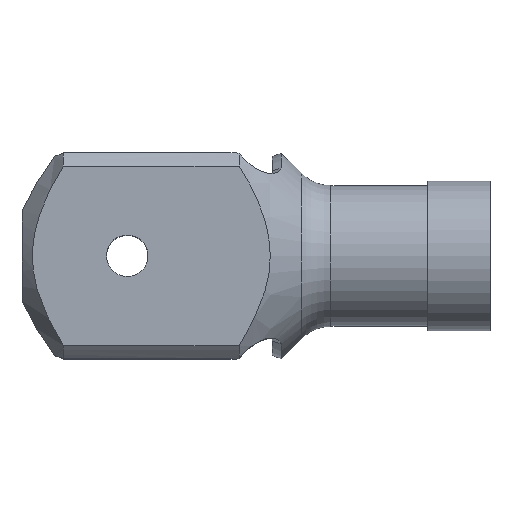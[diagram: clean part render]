
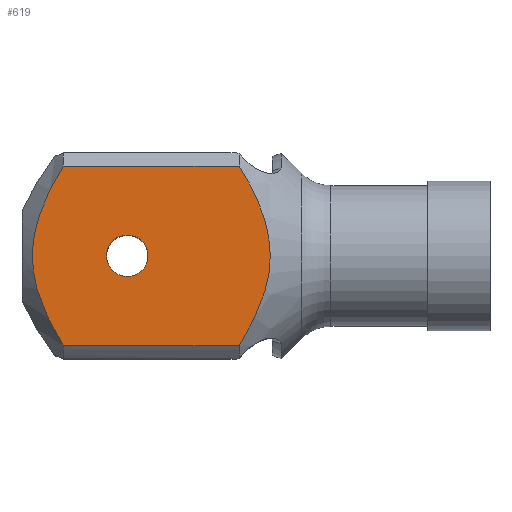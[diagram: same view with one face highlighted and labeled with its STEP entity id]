
A CAD part, top view. The second image highlights one B-rep face of the part: STEP entity #619.
In plain terms, the highlighted planar face has unit normal (0, 0, 1).
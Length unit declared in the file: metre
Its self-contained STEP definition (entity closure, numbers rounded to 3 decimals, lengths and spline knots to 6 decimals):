
#25=PLANE('',#691);
#60=CIRCLE('',#692,0.005);
#71=LINE('',#941,#91);
#74=LINE('',#957,#94);
#91=VECTOR('',#743,1.);
#94=VECTOR('',#752,1.);
#176=ORIENTED_EDGE('',*,*,#346,.T.);
#177=ORIENTED_EDGE('',*,*,#324,.T.);
#178=ORIENTED_EDGE('',*,*,#318,.T.);
#179=ORIENTED_EDGE('',*,*,#335,.F.);
#180=ORIENTED_EDGE('',*,*,#312,.T.);
#312=EDGE_CURVE('',#402,#401,#71,.T.);
#318=EDGE_CURVE('',#408,#407,#74,.F.);
#324=EDGE_CURVE('',#401,#408,#458,.T.);
#335=EDGE_CURVE('',#402,#407,#467,.T.);
#346=EDGE_CURVE('',#428,#428,#60,.F.);
#401=VERTEX_POINT('',#940);
#402=VERTEX_POINT('',#942);
#407=VERTEX_POINT('',#956);
#408=VERTEX_POINT('',#958);
#428=VERTEX_POINT('',#1169);
#458=B_SPLINE_CURVE_WITH_KNOTS('',3,(#994,#995,#996,#997,#998,#999,#1000,
#1001,#1002,#1003,#1004,#1005),.UNSPECIFIED.,.F.,.F.,(4,1,1,1,1,1,1,1,1,
4),(0.109487,0.115263,0.12104,0.123928,
0.126816,0.132592,0.138369,0.144145,
0.149921,0.155698),.UNSPECIFIED.);
#467=B_SPLINE_CURVE_WITH_KNOTS('',3,(#1114,#1115,#1116,#1117,#1118,#1119,
#1120,#1121,#1122,#1123,#1124,#1125),.UNSPECIFIED.,.F.,.F.,(4,1,1,1,1,1,
1,1,1,4),(0.107236,0.113013,0.11879,0.121678,
0.124567,0.130344,0.136121,0.141898,
0.147675,0.153452),.UNSPECIFIED.);
#510=EDGE_LOOP('',(#176));
#511=EDGE_LOOP('',(#177,#178,#179,#180));
#562=FACE_BOUND('',#510,.T.);
#563=FACE_BOUND('',#511,.T.);
#619=ADVANCED_FACE('',(#562,#563),#25,.T.);
#691=AXIS2_PLACEMENT_3D('',#1167,#794,#795);
#692=AXIS2_PLACEMENT_3D('',#1168,#796,#797);
#743=DIRECTION('',(1.,0.,0.));
#752=DIRECTION('',(1.,0.,0.));
#794=DIRECTION('',(0.,0.,1.));
#795=DIRECTION('',(1.,0.,0.));
#796=DIRECTION('',(0.,0.,1.));
#797=DIRECTION('',(1.,0.,0.));
#940=CARTESIAN_POINT('',(0.027,-0.021651,0.0275));
#941=CARTESIAN_POINT('',(0.,-0.021651,0.0275));
#942=CARTESIAN_POINT('',(-0.015388,-0.021651,0.0275));
#956=CARTESIAN_POINT('',(-0.015388,0.021651,0.0275));
#957=CARTESIAN_POINT('',(0.,0.021651,0.0275));
#958=CARTESIAN_POINT('',(0.027,0.021651,0.0275));
#994=CARTESIAN_POINT('',(0.027,-0.021651,0.0275));
#995=CARTESIAN_POINT('',(0.028007,-0.020023,0.0275));
#996=CARTESIAN_POINT('',(0.029916,-0.016713,0.0275));
#997=CARTESIAN_POINT('',(0.031925,-0.012373,0.0275));
#998=CARTESIAN_POINT('',(0.033192,-0.008722,0.0275));
#999=CARTESIAN_POINT('',(0.034174,-0.004911,0.0275));
#1000=CARTESIAN_POINT('',(0.034709,-0.000134,0.0275));
#1001=CARTESIAN_POINT('',(0.034095,0.005757,0.0275));
#1002=CARTESIAN_POINT('',(0.032402,0.011322,0.0275));
#1003=CARTESIAN_POINT('',(0.029943,0.016672,0.0275));
#1004=CARTESIAN_POINT('',(0.028013,0.020013,0.0275));
#1005=CARTESIAN_POINT('',(0.027,0.021651,0.0275));
#1114=CARTESIAN_POINT('',(-0.015388,-0.021651,0.0275));
#1115=CARTESIAN_POINT('',(-0.016395,-0.020023,0.0275));
#1116=CARTESIAN_POINT('',(-0.018304,-0.016712,0.0275));
#1117=CARTESIAN_POINT('',(-0.020314,-0.012371,0.0275));
#1118=CARTESIAN_POINT('',(-0.021582,-0.008714,0.0275));
#1119=CARTESIAN_POINT('',(-0.022562,-0.004904,0.0275));
#1120=CARTESIAN_POINT('',(-0.023097,-0.000131,0.0275));
#1121=CARTESIAN_POINT('',(-0.022481,0.005763,0.0275));
#1122=CARTESIAN_POINT('',(-0.020789,0.011324,0.0275));
#1123=CARTESIAN_POINT('',(-0.018329,0.016675,0.0275));
#1124=CARTESIAN_POINT('',(-0.0164,0.020014,0.0275));
#1125=CARTESIAN_POINT('',(-0.015388,0.021651,0.0275));
#1167=CARTESIAN_POINT('',(0.,0.05,0.0275));
#1168=CARTESIAN_POINT('',(0.,0.,0.0275));
#1169=CARTESIAN_POINT('',(0.005,0.,0.0275));
